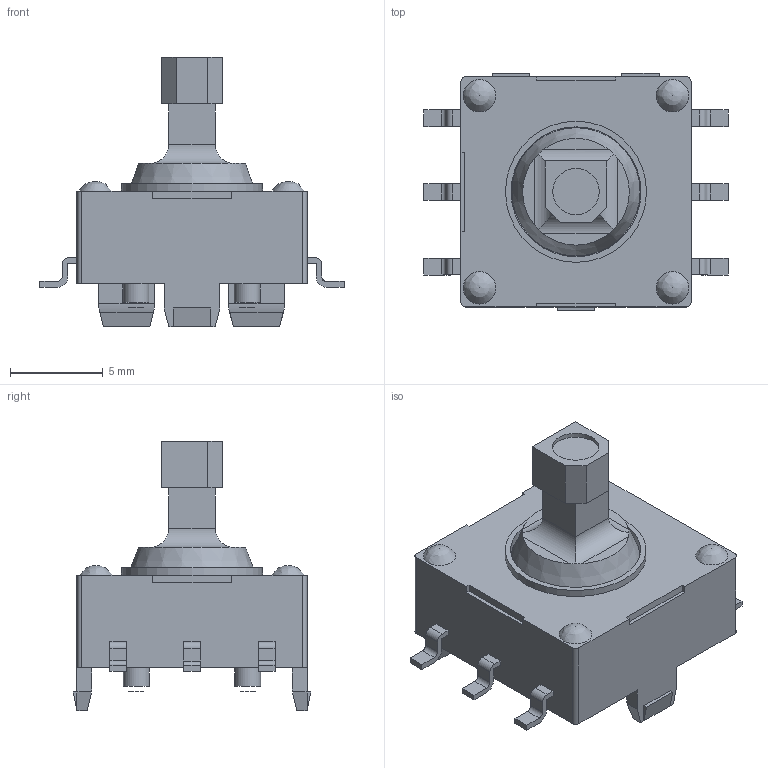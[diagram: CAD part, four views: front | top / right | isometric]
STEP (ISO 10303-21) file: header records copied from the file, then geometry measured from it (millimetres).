
FILE_DESCRIPTION(/* description */ (''),/* implementation_level */ '2;1');
FILE_NAME(/* name */ 'JS5208.step',/* time_stamp */ '2023-06-23T07:51:39-04:00',/* author */ (''),/* organization */ (''),/* preprocessor_version */ 'ST-DEVELOPER v19.2',/* originating_system */ 'Autodesk Translation Framework v12.6.0.85',/* authorisation */ '');
FILE_SCHEMA (('AUTOMOTIVE_DESIGN { 1 0 10303 214 3 1 1 }'));
Length unit declared in the file: inch
Products named in the file (1): JS5208
Bounding box: 16.4 x 12.8 x 14.5 mm (x, y, z)
Volume: 589.2 mm3; surface area: 1297.9 mm2
Topology: 1 solids, 2 shells, 434 faces, 1188 edges, 785 vertices
Faces by surface type: plane 328, cylinder 94, sphere 5, bspline 4, cone 3
Full cylindrical faces by diameter (mm): 1.4 x2, 1.5 x1, 2.5 x1, 6.9 x1, 7 x1, 7.6 x1
Entity records: 13871 total; most frequent: CARTESIAN_POINT 2545, ORIENTED_EDGE 2358, DIRECTION 2272, EDGE_CURVE 1179, LINE 932, VECTOR 932, VERTEX_POINT 785, AXIS2_PLACEMENT_3D 670
